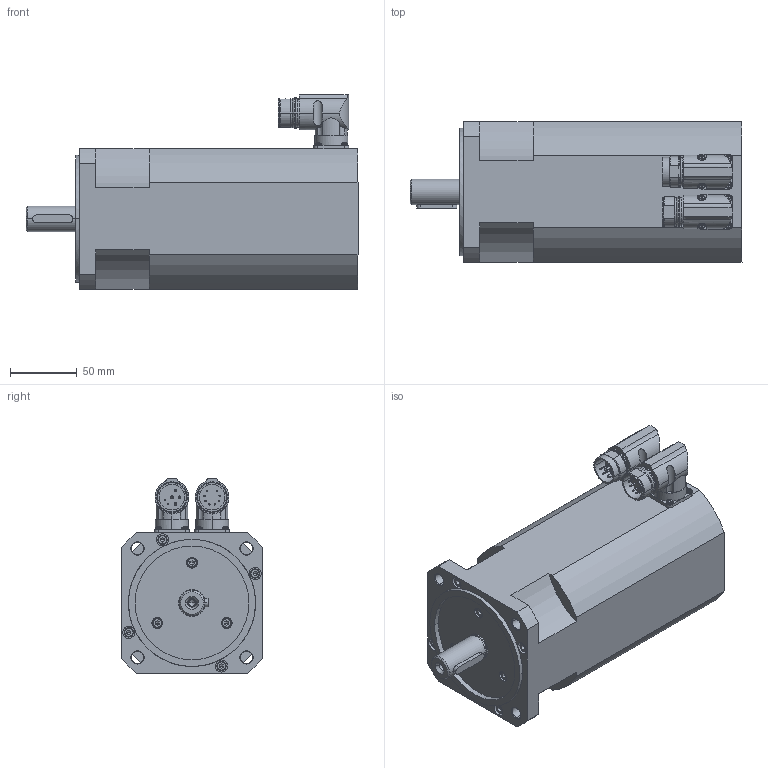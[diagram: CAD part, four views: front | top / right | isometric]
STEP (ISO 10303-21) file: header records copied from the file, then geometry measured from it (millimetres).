
FILE_DESCRIPTION((''),'2;1');
FILE_NAME('ACM2n0480.stp','2005-05-23T14:46:23',(''),(''),'Mechanical Desktop 2005','Mechanical Desktop 2005',', , ');
FILE_SCHEMA(('AUTOMOTIVE_DESIGN { 1 2 10303 214 0 1 1 1 }'));
Length unit declared in the file: millimetre
Products named in the file (2): ACM2N0480; CARCASA
Assembly tree (1 placements, depth 2):
  ACM2N0480
    CARCASA
Bounding box: 248 x 105 x 145.22 mm (x, y, z)
Volume: 2103141.4 mm3; surface area: 123322.9 mm2
Topology: 1 solids, 9 shells, 1132 faces, 2748 edges, 1639 vertices
Faces by surface type: plane 384, cylinder 306, cone 240, torus 152, sphere 32, bspline 18
Entity records: 34704 total; most frequent: CARTESIAN_POINT 8105, DIRECTION 6029, ORIENTED_EDGE 5376, EDGE_CURVE 2688, AXIS2_PLACEMENT_3D 2485, VERTEX_POINT 1639, CIRCLE 1369, EDGE_LOOP 1221
